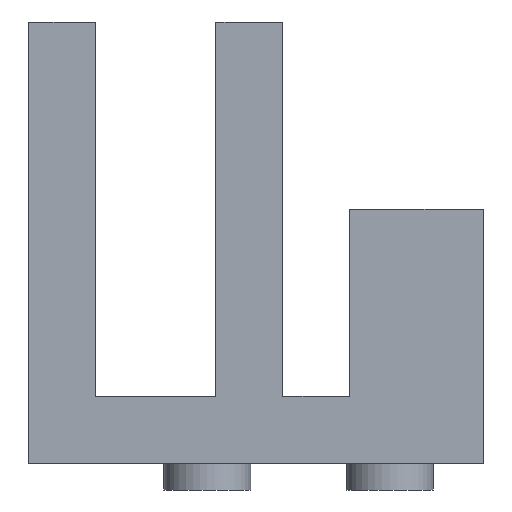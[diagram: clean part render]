
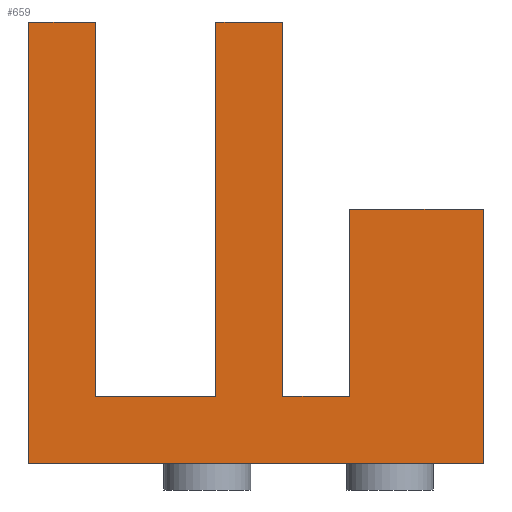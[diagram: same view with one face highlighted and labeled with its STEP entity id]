
A CAD part, left-side view. The second image highlights one B-rep face of the part: STEP entity #659.
In plain terms, the highlighted planar face has unit normal (-1, 0, 0).
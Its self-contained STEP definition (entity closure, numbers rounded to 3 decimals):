
#55=PLANE('',#744);
#96=FACE_OUTER_BOUND('',#144,.T.);
#144=EDGE_LOOP('',(#578,#579,#580,#581,#582,#583,#584,#585,#586,#587,#588,
#589));
#180=LINE('',#1068,#235);
#182=LINE('',#1074,#237);
#185=LINE('',#1079,#240);
#187=LINE('',#1083,#242);
#190=LINE('',#1089,#245);
#196=LINE('',#1101,#251);
#197=LINE('',#1103,#252);
#200=LINE('',#1108,#255);
#202=LINE('',#1112,#257);
#207=LINE('',#1122,#262);
#209=LINE('',#1125,#264);
#210=LINE('',#1126,#265);
#235=VECTOR('',#889,10.);
#237=VECTOR('',#893,10.);
#240=VECTOR('',#898,10.);
#242=VECTOR('',#902,10.);
#245=VECTOR('',#907,10.);
#251=VECTOR('',#915,10.);
#252=VECTOR('',#918,10.);
#255=VECTOR('',#923,10.);
#257=VECTOR('',#927,10.);
#262=VECTOR('',#936,10.);
#264=VECTOR('',#940,10.);
#265=VECTOR('',#941,10.);
#332=VERTEX_POINT('',#1062);
#334=VERTEX_POINT('',#1066);
#336=VERTEX_POINT('',#1071);
#337=VERTEX_POINT('',#1073);
#339=VERTEX_POINT('',#1082);
#341=VERTEX_POINT('',#1088);
#344=VERTEX_POINT('',#1095);
#346=VERTEX_POINT('',#1099);
#347=VERTEX_POINT('',#1107);
#348=VERTEX_POINT('',#1111);
#350=VERTEX_POINT('',#1119);
#351=VERTEX_POINT('',#1121);
#406=EDGE_CURVE('',#332,#334,#180,.T.);
#408=EDGE_CURVE('',#336,#337,#182,.T.);
#411=EDGE_CURVE('',#337,#334,#185,.T.);
#413=EDGE_CURVE('',#332,#339,#187,.T.);
#416=EDGE_CURVE('',#339,#341,#190,.T.);
#422=EDGE_CURVE('',#344,#346,#196,.T.);
#423=EDGE_CURVE('',#341,#346,#197,.T.);
#426=EDGE_CURVE('',#344,#347,#200,.T.);
#428=EDGE_CURVE('',#347,#348,#202,.T.);
#433=EDGE_CURVE('',#351,#350,#207,.T.);
#435=EDGE_CURVE('',#336,#351,#209,.T.);
#436=EDGE_CURVE('',#348,#350,#210,.T.);
#578=ORIENTED_EDGE('',*,*,#435,.T.);
#579=ORIENTED_EDGE('',*,*,#433,.T.);
#580=ORIENTED_EDGE('',*,*,#436,.F.);
#581=ORIENTED_EDGE('',*,*,#428,.F.);
#582=ORIENTED_EDGE('',*,*,#426,.F.);
#583=ORIENTED_EDGE('',*,*,#422,.T.);
#584=ORIENTED_EDGE('',*,*,#423,.F.);
#585=ORIENTED_EDGE('',*,*,#416,.F.);
#586=ORIENTED_EDGE('',*,*,#413,.F.);
#587=ORIENTED_EDGE('',*,*,#406,.T.);
#588=ORIENTED_EDGE('',*,*,#411,.F.);
#589=ORIENTED_EDGE('',*,*,#408,.F.);
#659=ADVANCED_FACE('',(#96),#55,.T.);
#744=AXIS2_PLACEMENT_3D('',#1124,#938,#939);
#889=DIRECTION('',(0.,0.,1.));
#893=DIRECTION('',(0.,0.,1.));
#898=DIRECTION('',(0.,-1.,0.));
#902=DIRECTION('',(0.,-1.,0.));
#907=DIRECTION('',(0.,0.,1.));
#915=DIRECTION('',(0.,0.,1.));
#918=DIRECTION('',(0.,-1.,0.));
#923=DIRECTION('',(0.,-1.,0.));
#927=DIRECTION('',(0.,0.,1.));
#936=DIRECTION('',(0.,0.,1.));
#938=DIRECTION('center_axis',(-1.,0.,0.));
#939=DIRECTION('ref_axis',(0.,-1.,0.));
#940=DIRECTION('',(0.,-1.,0.));
#941=DIRECTION('',(0.,-1.,0.));
#1062=CARTESIAN_POINT('',(0.,29.,5.));
#1066=CARTESIAN_POINT('',(0.,29.,33.));
#1068=CARTESIAN_POINT('',(0.,29.,0.));
#1071=CARTESIAN_POINT('',(0.,34.,0.));
#1073=CARTESIAN_POINT('',(0.,34.,33.));
#1074=CARTESIAN_POINT('',(0.,34.,0.));
#1079=CARTESIAN_POINT('',(0.,34.,33.));
#1082=CARTESIAN_POINT('',(0.,20.,5.));
#1083=CARTESIAN_POINT('',(0.,29.,5.));
#1088=CARTESIAN_POINT('',(0.,20.,33.));
#1089=CARTESIAN_POINT('',(0.,20.,0.));
#1095=CARTESIAN_POINT('',(0.,15.,5.));
#1099=CARTESIAN_POINT('',(0.,15.,33.));
#1101=CARTESIAN_POINT('',(0.,15.,0.));
#1103=CARTESIAN_POINT('',(0.,20.,33.));
#1107=CARTESIAN_POINT('',(0.,10.,5.));
#1108=CARTESIAN_POINT('',(0.,15.,5.));
#1111=CARTESIAN_POINT('',(0.,10.,19.));
#1112=CARTESIAN_POINT('',(0.,10.,0.));
#1119=CARTESIAN_POINT('',(0.,0.,19.));
#1121=CARTESIAN_POINT('',(0.,0.,0.));
#1122=CARTESIAN_POINT('',(0.,0.,0.));
#1124=CARTESIAN_POINT('Origin',(0.,10.,0.));
#1125=CARTESIAN_POINT('',(0.,34.,0.));
#1126=CARTESIAN_POINT('',(0.,0.,19.));
